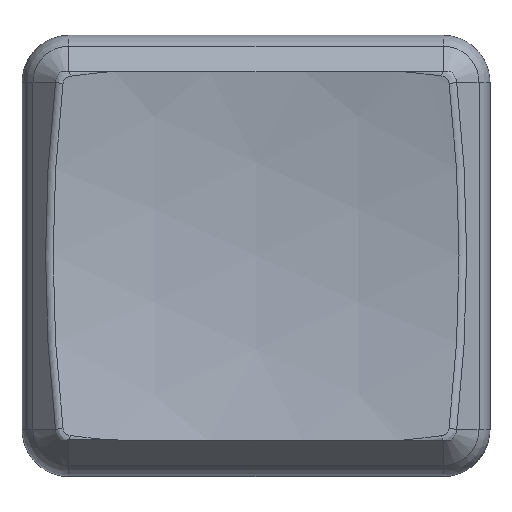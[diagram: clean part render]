
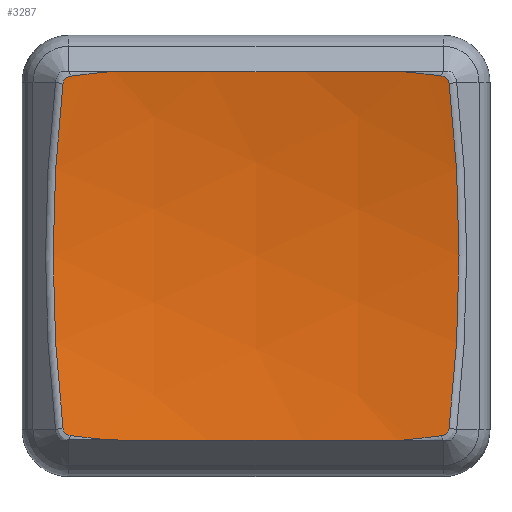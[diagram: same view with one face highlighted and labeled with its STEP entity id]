
A CAD part, top view. The second image highlights one B-rep face of the part: STEP entity #3287.
In plain terms, the highlighted spherical face has radius 41.615 mm.
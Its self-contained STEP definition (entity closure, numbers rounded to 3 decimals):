
#178=SPHERICAL_SURFACE('',#3520,41.615);
#719=FACE_OUTER_BOUND('',#931,.T.);
#931=EDGE_LOOP('',(#2258,#2259,#2260,#2261,#2262,#2263,#2264,#2265,#2266,
#2267,#2268,#2269));
#1147=CIRCLE('',#3512,36.221);
#1149=CIRCLE('',#3515,35.994);
#1150=CIRCLE('',#3517,35.994);
#1152=CIRCLE('',#3521,41.407);
#1153=CIRCLE('',#3522,35.994);
#1154=CIRCLE('',#3523,36.203);
#1155=CIRCLE('',#3524,35.994);
#1156=CIRCLE('',#3525,41.407);
#1350=B_SPLINE_CURVE_WITH_KNOTS('',3,(#4998,#4999,#5000,#5001,#5002),
 .UNSPECIFIED.,.F.,.F.,(4,1,4),(0.162,0.183,0.203),
 .UNSPECIFIED.);
#1354=B_SPLINE_CURVE_WITH_KNOTS('',3,(#5059,#5060,#5061,#5062,#5063),
 .UNSPECIFIED.,.F.,.F.,(4,1,4),(0.203,0.224,0.245),
 .UNSPECIFIED.);
#1357=B_SPLINE_CURVE_WITH_KNOTS('',3,(#5103,#5104,#5105,#5106,#5107),
 .UNSPECIFIED.,.F.,.F.,(4,1,4),(0.207,0.229,0.25),
 .UNSPECIFIED.);
#1358=B_SPLINE_CURVE_WITH_KNOTS('',3,(#5111,#5112,#5113,#5114,#5115),
 .UNSPECIFIED.,.F.,.F.,(4,1,4),(0.165,0.186,0.207),
 .UNSPECIFIED.);
#1407=VERTEX_POINT('',#4995);
#1408=VERTEX_POINT('',#4997);
#1410=VERTEX_POINT('',#5011);
#1414=VERTEX_POINT('',#5058);
#1415=VERTEX_POINT('',#5066);
#1416=VERTEX_POINT('',#5077);
#1420=VERTEX_POINT('',#5098);
#1421=VERTEX_POINT('',#5100);
#1422=VERTEX_POINT('',#5102);
#1423=VERTEX_POINT('',#5108);
#1424=VERTEX_POINT('',#5110);
#1425=VERTEX_POINT('',#5116);
#1719=EDGE_CURVE('',#1407,#1408,#1350,.T.);
#1724=EDGE_CURVE('',#1408,#1410,#1147,.T.);
#1727=EDGE_CURVE('',#1410,#1414,#1354,.T.);
#1730=EDGE_CURVE('',#1415,#1407,#1149,.T.);
#1732=EDGE_CURVE('',#1414,#1416,#1150,.T.);
#1737=EDGE_CURVE('',#1415,#1420,#1152,.T.);
#1738=EDGE_CURVE('',#1421,#1420,#1153,.T.);
#1739=EDGE_CURVE('',#1422,#1421,#1357,.T.);
#1740=EDGE_CURVE('',#1423,#1422,#1154,.T.);
#1741=EDGE_CURVE('',#1424,#1423,#1358,.T.);
#1742=EDGE_CURVE('',#1425,#1424,#1155,.T.);
#1743=EDGE_CURVE('',#1425,#1416,#1156,.T.);
#2258=ORIENTED_EDGE('',*,*,#1732,.F.);
#2259=ORIENTED_EDGE('',*,*,#1727,.F.);
#2260=ORIENTED_EDGE('',*,*,#1724,.F.);
#2261=ORIENTED_EDGE('',*,*,#1719,.F.);
#2262=ORIENTED_EDGE('',*,*,#1730,.F.);
#2263=ORIENTED_EDGE('',*,*,#1737,.T.);
#2264=ORIENTED_EDGE('',*,*,#1738,.F.);
#2265=ORIENTED_EDGE('',*,*,#1739,.F.);
#2266=ORIENTED_EDGE('',*,*,#1740,.F.);
#2267=ORIENTED_EDGE('',*,*,#1741,.F.);
#2268=ORIENTED_EDGE('',*,*,#1742,.F.);
#2269=ORIENTED_EDGE('',*,*,#1743,.T.);
#3287=ADVANCED_FACE('',(#719),#178,.F.);
#3512=AXIS2_PLACEMENT_3D('',#5015,#3921,#3922);
#3515=AXIS2_PLACEMENT_3D('',#5075,#3927,#3928);
#3517=AXIS2_PLACEMENT_3D('',#5086,#3931,#3932);
#3520=AXIS2_PLACEMENT_3D('',#5097,#3939,#3940);
#3521=AXIS2_PLACEMENT_3D('',#5099,#3941,#3942);
#3522=AXIS2_PLACEMENT_3D('',#5101,#3943,#3944);
#3523=AXIS2_PLACEMENT_3D('',#5109,#3945,#3946);
#3524=AXIS2_PLACEMENT_3D('',#5117,#3947,#3948);
#3525=AXIS2_PLACEMENT_3D('',#5118,#3949,#3950);
#3921=DIRECTION('center_axis',(0.766,0.,-0.643));
#3922=DIRECTION('ref_axis',(-0.643,0.,-0.766));
#3927=DIRECTION('center_axis',(0.,0.766,-0.643));
#3928=DIRECTION('ref_axis',(0.193,0.631,0.752));
#3931=DIRECTION('center_axis',(0.,-0.766,
-0.643));
#3932=DIRECTION('ref_axis',(0.193,-0.631,0.752));
#3939=DIRECTION('center_axis',(1.,0.,0.));
#3940=DIRECTION('ref_axis',(0.,-1.,0.));
#3941=DIRECTION('center_axis',(0.,-0.998,
0.067));
#3942=DIRECTION('ref_axis',(0.,-0.067,-0.998));
#3943=DIRECTION('center_axis',(0.,0.766,-0.643));
#3944=DIRECTION('ref_axis',(-0.192,0.631,0.752));
#3945=DIRECTION('center_axis',(-0.766,0.,
-0.643));
#3946=DIRECTION('ref_axis',(0.643,0.,-0.766));
#3947=DIRECTION('center_axis',(0.,-0.766,
-0.643));
#3948=DIRECTION('ref_axis',(-0.192,-0.631,0.752));
#3949=DIRECTION('center_axis',(0.,0.998,
0.067));
#3950=DIRECTION('ref_axis',(0.,-0.067,0.998));
#4995=CARTESIAN_POINT('',(-29.925,-6.701,4.005));
#4997=CARTESIAN_POINT('',(-30.195,-6.429,4.008));
#4998=CARTESIAN_POINT('Ctrl Pts',(-29.925,-6.701,4.005));
#4999=CARTESIAN_POINT('Ctrl Pts',(-29.993,-6.692,4.016));
#5000=CARTESIAN_POINT('Ctrl Pts',(-30.124,-6.629,4.028));
#5001=CARTESIAN_POINT('Ctrl Pts',(-30.187,-6.497,4.018));
#5002=CARTESIAN_POINT('Ctrl Pts',(-30.195,-6.429,4.008));
#5011=CARTESIAN_POINT('',(-30.195,6.429,4.008));
#5015=CARTESIAN_POINT('Origin',(-7.282,0.,31.314));
#5058=CARTESIAN_POINT('',(-29.925,6.701,4.005));
#5059=CARTESIAN_POINT('Ctrl Pts',(-30.195,6.429,4.008));
#5060=CARTESIAN_POINT('Ctrl Pts',(-30.187,6.497,4.018));
#5061=CARTESIAN_POINT('Ctrl Pts',(-30.124,6.629,4.028));
#5062=CARTESIAN_POINT('Ctrl Pts',(-29.993,6.692,4.016));
#5063=CARTESIAN_POINT('Ctrl Pts',(-29.925,6.701,4.005));
#5066=CARTESIAN_POINT('',(-28.285,-6.883,3.788));
#5075=CARTESIAN_POINT('Origin',(-22.979,16.001,31.06));
#5077=CARTESIAN_POINT('',(-28.285,6.883,3.788));
#5086=CARTESIAN_POINT('Origin',(-22.979,-16.001,31.06));
#5097=CARTESIAN_POINT('Origin',(-22.979,0.,44.486));
#5098=CARTESIAN_POINT('',(-17.716,-6.887,3.784));
#5099=CARTESIAN_POINT('Origin',(-22.981,-4.153,44.763));
#5100=CARTESIAN_POINT('',(-16.075,-6.706,3.999));
#5101=CARTESIAN_POINT('Origin',(-22.979,16.001,31.06));
#5102=CARTESIAN_POINT('',(-15.8,-6.429,4.002));
#5103=CARTESIAN_POINT('Ctrl Pts',(-15.8,-6.429,4.002));
#5104=CARTESIAN_POINT('Ctrl Pts',(-15.808,-6.498,4.012));
#5105=CARTESIAN_POINT('Ctrl Pts',(-15.872,-6.632,4.022));
#5106=CARTESIAN_POINT('Ctrl Pts',(-16.006,-6.697,4.01));
#5107=CARTESIAN_POINT('Ctrl Pts',(-16.075,-6.706,3.999));
#5108=CARTESIAN_POINT('',(-15.8,6.429,4.002));
#5109=CARTESIAN_POINT('Origin',(-38.701,0.,
31.294));
#5110=CARTESIAN_POINT('',(-16.075,6.706,3.999));
#5111=CARTESIAN_POINT('Ctrl Pts',(-16.075,6.706,3.999));
#5112=CARTESIAN_POINT('Ctrl Pts',(-16.006,6.697,4.01));
#5113=CARTESIAN_POINT('Ctrl Pts',(-15.872,6.632,4.022));
#5114=CARTESIAN_POINT('Ctrl Pts',(-15.808,6.498,4.012));
#5115=CARTESIAN_POINT('Ctrl Pts',(-15.8,6.429,4.002));
#5116=CARTESIAN_POINT('',(-17.716,6.887,3.784));
#5117=CARTESIAN_POINT('Origin',(-22.979,-16.001,31.06));
#5118=CARTESIAN_POINT('Origin',(-22.981,4.153,44.763));
